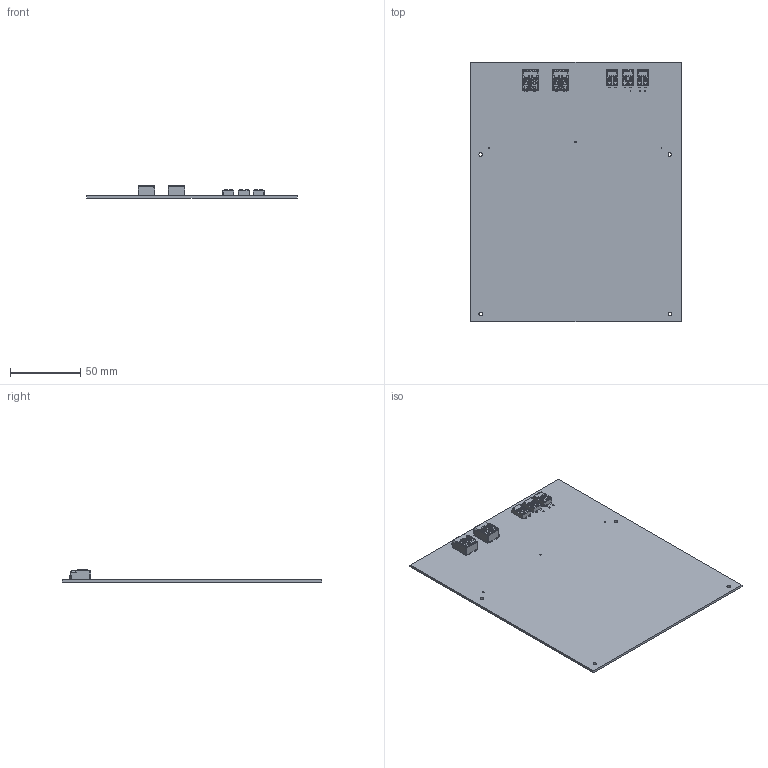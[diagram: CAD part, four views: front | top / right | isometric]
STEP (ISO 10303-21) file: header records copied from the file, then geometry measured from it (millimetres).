
FILE_DESCRIPTION(('Open CASCADE Model'),'2;1');
FILE_NAME('Open CASCADE Shape Model','2023-07-19T14:40:56',('Author'),( 'Open CASCADE'),'Open CASCADE STEP processor 6.8','Open CASCADE 6.8' ,'Unknown');
FILE_SCHEMA(('AUTOMOTIVE_DESIGN { 1 0 10303 214 1 1 1 1 }'));
Length unit declared in the file: millimetre
Products named in the file (21): PCB; Board; JT_C; 104188-0210; Open CASCADE STEP translator 6.8 1.2.1.1; Open CASCADE STEP translator 6.8 1.2.1.2; JT_B; JT_A; J_B; Adels-Contact_351402; J_A; R_NTC_C; RES0402; 0402_Resistor_body; 0402_Resistor_lacquer; 0402_Resistor_metal; R_NTC_B; R_NTC_A; R_C; R_B; R_A
Assembly tree (28 placements, depth 4):
  PCB
    Board
    JT_C
      104188-0210
        Open CASCADE STEP translator 6.8 1.2.1.1
        Open CASCADE STEP translator 6.8 1.2.1.2
    JT_B
      104188-0210
        Open CASCADE STEP translator 6.8 1.2.1.1
        Open CASCADE STEP translator 6.8 1.2.1.2
    JT_A
      104188-0210
        Open CASCADE STEP translator 6.8 1.2.1.1
        Open CASCADE STEP translator 6.8 1.2.1.2
    J_B
      Adels-Contact_351402
    J_A
      Adels-Contact_351402
    R_NTC_C
      RES0402
        0402_Resistor_body
        0402_Resistor_lacquer
        0402_Resistor_metal
    R_NTC_B
      RES0402
        0402_Resistor_body
        0402_Resistor_lacquer
        0402_Resistor_metal
    R_NTC_A
      RES0402
        0402_Resistor_body
        0402_Resistor_lacquer
        0402_Resistor_metal
    R_C
      RES0402
        0402_Resistor_body
        0402_Resistor_lacquer
        0402_Resistor_metal
    R_B
      RES0402
        0402_Resistor_body
        0402_Resistor_lacquer
        0402_Resistor_metal
    R_A
      RES0402
        0402_Resistor_body
        0402_Resistor_lacquer
        0402_Resistor_metal
Bounding box: 150.05 x 185 x 8.74 mm (x, y, z)
Volume: 49903.8 mm3; surface area: 59832.7 mm2
Topology: 30 solids, 30 shells, 2415 faces, 6473 edges, 4198 vertices
Faces by surface type: plane 1285, cylinder 732, bspline 226, torus 106, cone 50, sphere 16
Full cylindrical faces by diameter (mm): 2.121 x4, 2.5 x4
Entity records: 38843 total; most frequent: CARTESIAN_POINT 14583, ORIENTED_EDGE 5176, DIRECTION 4712, EDGE_CURVE 2588, VERTEX_POINT 1653, LINE 1610, VECTOR 1610, AXIS2_PLACEMENT_3D 1551
